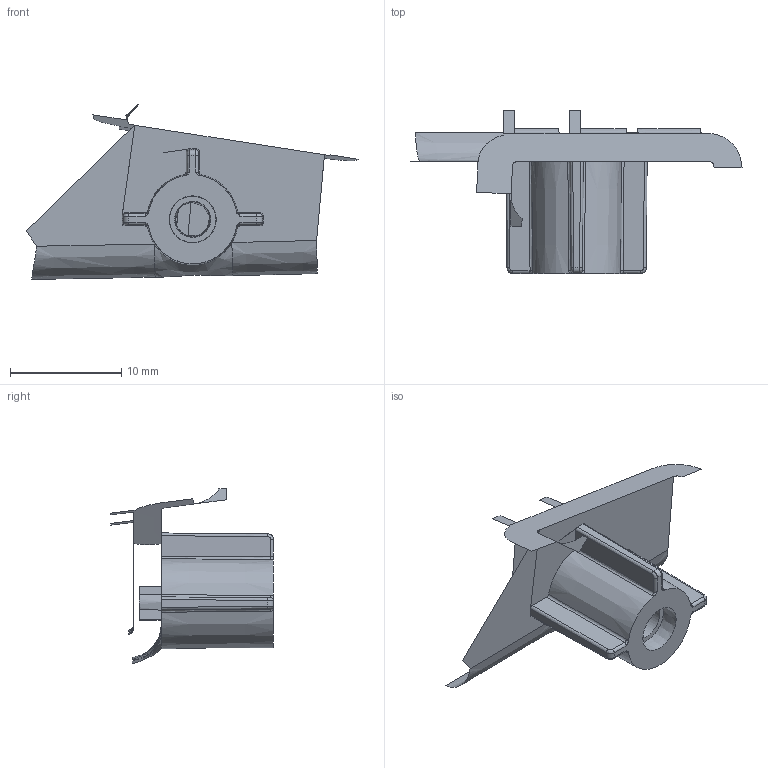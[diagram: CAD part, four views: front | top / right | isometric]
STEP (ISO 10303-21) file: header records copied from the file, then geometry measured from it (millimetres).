
FILE_DESCRIPTION(('Open CASCADE Model'),'2;1');
FILE_NAME('Open CASCADE Shape Model','2025-10-21T21:37:36',('Author'),( 'Open CASCADE'),'Open CASCADE STEP processor 7.7','Open CASCADE 7.7' ,'Unknown');
FILE_SCHEMA(('AUTOMOTIVE_DESIGN { 1 0 10303 214 1 1 1 1 }'));
Length unit declared in the file: millimetre
Products named in the file (75): Open CASCADE STEP translator 7.7 61; Open CASCADE STEP translator 7.7 61.1; Open CASCADE STEP translator 7.7 61.2; Open CASCADE STEP translator 7.7 61.3; Open CASCADE STEP translator 7.7 61.4; Open CASCADE STEP translator 7.7 61.5; Open CASCADE STEP translator 7.7 61.6; Open CASCADE STEP translator 7.7 61.7; Open CASCADE STEP translator 7.7 61.8; Open CASCADE STEP translator 7.7 61.9; Open CASCADE STEP translator 7.7 61.10; Open CASCADE STEP translator 7.7 61.11; Open CASCADE STEP translator 7.7 61.12; Open CASCADE STEP translator 7.7 61.13; Open CASCADE STEP translator 7.7 61.14; Open CASCADE STEP translator 7.7 61.15; Open CASCADE STEP translator 7.7 61.16; Open CASCADE STEP translator 7.7 61.17; Open CASCADE STEP translator 7.7 61.18; Open CASCADE STEP translator 7.7 61.19; Open CASCADE STEP translator 7.7 61.20; Open CASCADE STEP translator 7.7 61.21; Open CASCADE STEP translator 7.7 61.22; Open CASCADE STEP translator 7.7 61.23; Open CASCADE STEP translator 7.7 61.24; Open CASCADE STEP translator 7.7 61.25; Open CASCADE STEP translator 7.7 61.26; Open CASCADE STEP translator 7.7 61.27; Open CASCADE STEP translator 7.7 61.28; Open CASCADE STEP translator 7.7 61.29; Open CASCADE STEP translator 7.7 61.30; Open CASCADE STEP translator 7.7 61.31; Open CASCADE STEP translator 7.7 61.32; Open CASCADE STEP translator 7.7 61.33; Open CASCADE STEP translator 7.7 61.34; Open CASCADE STEP translator 7.7 61.35; Open CASCADE STEP translator 7.7 61.36; Open CASCADE STEP translator 7.7 61.37; Open CASCADE STEP translator 7.7 61.38; Open CASCADE STEP translator 7.7 61.39 ...
Assembly tree (74 placements, depth 2):
  Open CASCADE STEP translator 7.7 61
    Open CASCADE STEP translator 7.7 61.1
    Open CASCADE STEP translator 7.7 61.2
    Open CASCADE STEP translator 7.7 61.3
    Open CASCADE STEP translator 7.7 61.4
    Open CASCADE STEP translator 7.7 61.5
    Open CASCADE STEP translator 7.7 61.6
    Open CASCADE STEP translator 7.7 61.7
    Open CASCADE STEP translator 7.7 61.8
    Open CASCADE STEP translator 7.7 61.9
    Open CASCADE STEP translator 7.7 61.10
    Open CASCADE STEP translator 7.7 61.11
    Open CASCADE STEP translator 7.7 61.12
    Open CASCADE STEP translator 7.7 61.13
    Open CASCADE STEP translator 7.7 61.14
    Open CASCADE STEP translator 7.7 61.15
    Open CASCADE STEP translator 7.7 61.16
    Open CASCADE STEP translator 7.7 61.17
    Open CASCADE STEP translator 7.7 61.18
    Open CASCADE STEP translator 7.7 61.19
    Open CASCADE STEP translator 7.7 61.20
    Open CASCADE STEP translator 7.7 61.21
    Open CASCADE STEP translator 7.7 61.22
    Open CASCADE STEP translator 7.7 61.23
    Open CASCADE STEP translator 7.7 61.24
    Open CASCADE STEP translator 7.7 61.25
    Open CASCADE STEP translator 7.7 61.26
    Open CASCADE STEP translator 7.7 61.27
    Open CASCADE STEP translator 7.7 61.28
    Open CASCADE STEP translator 7.7 61.29
    Open CASCADE STEP translator 7.7 61.30
    Open CASCADE STEP translator 7.7 61.31
    Open CASCADE STEP translator 7.7 61.32
    Open CASCADE STEP translator 7.7 61.33
    Open CASCADE STEP translator 7.7 61.34
    Open CASCADE STEP translator 7.7 61.35
    Open CASCADE STEP translator 7.7 61.36
    Open CASCADE STEP translator 7.7 61.37
    Open CASCADE STEP translator 7.7 61.38
    Open CASCADE STEP translator 7.7 61.39
    Open CASCADE STEP translator 7.7 61.40
    Open CASCADE STEP translator 7.7 61.41
    Open CASCADE STEP translator 7.7 61.42
    Open CASCADE STEP translator 7.7 61.43
    Open CASCADE STEP translator 7.7 61.44
    Open CASCADE STEP translator 7.7 61.45
    Open CASCADE STEP translator 7.7 61.46
    Open CASCADE STEP translator 7.7 61.47
    Open CASCADE STEP translator 7.7 61.48
    Open CASCADE STEP translator 7.7 61.49
    Open CASCADE STEP translator 7.7 61.50
    Open CASCADE STEP translator 7.7 61.51
    Open CASCADE STEP translator 7.7 61.52
    Open CASCADE STEP translator 7.7 61.53
    Open CASCADE STEP translator 7.7 61.54
    Open CASCADE STEP translator 7.7 61.55
    Open CASCADE STEP translator 7.7 61.56
    Open CASCADE STEP translator 7.7 61.57
    Open CASCADE STEP translator 7.7 61.58
    Open CASCADE STEP translator 7.7 61.59
Bounding box: 29.81 x 14.63 x 15.7 mm (x, y, z)
Surface area: 1050.6 mm2 (no closed solid volume)
Topology: 0 solids, 74 shells, 74 faces, 373 edges, 370 vertices
Faces by surface type: bspline 46, plane 12, cone 7, cylinder 6, torus 3
Entity records: 11310 total; most frequent: CARTESIAN_POINT 6140, B_SPLINE_CURVE_WITH_KNOTS 574, DIRECTION 441, ORIENTED_EDGE 376, PCURVE 376, DEFINITIONAL_REPRESENTATION 376, EDGE_CURVE 373, VERTEX_POINT 370
